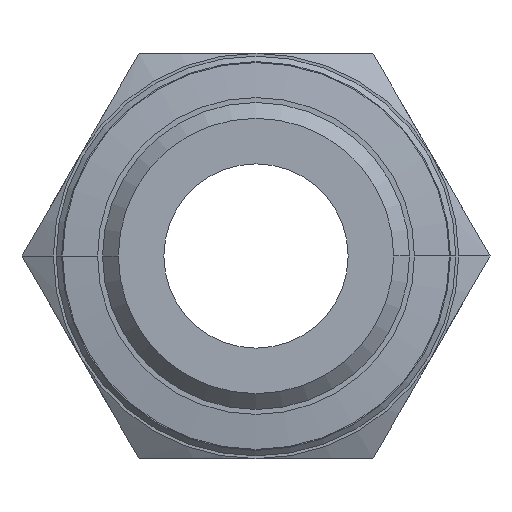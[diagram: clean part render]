
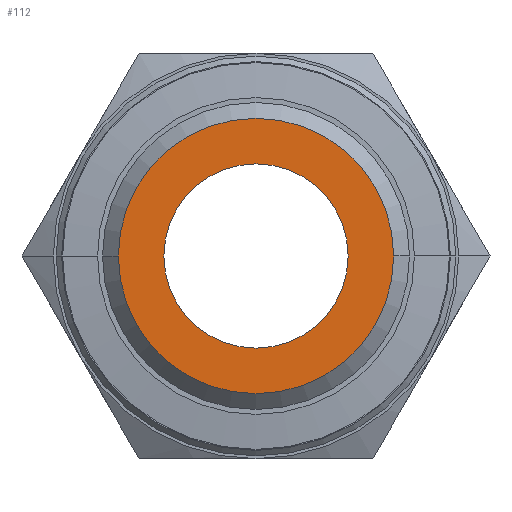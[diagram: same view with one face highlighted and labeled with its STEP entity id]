
A CAD part, front view. The second image highlights one B-rep face of the part: STEP entity #112.
In plain terms, the highlighted planar face has unit normal (0, -1, 0).
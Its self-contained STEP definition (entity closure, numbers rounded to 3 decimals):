
#112=ADVANCED_FACE('',(#262,#263),#264,.T.);
#262=FACE_BOUND('',#426,.T.);
#263=FACE_OUTER_BOUND('',#427,.T.);
#264=PLANE('',#428);
#426=EDGE_LOOP('',(#934,#935));
#427=EDGE_LOOP('',(#936,#937));
#428=AXIS2_PLACEMENT_3D('',#938,#939,#940);
#934=ORIENTED_EDGE('',*,*,#1095,.T.);
#935=ORIENTED_EDGE('',*,*,#1094,.T.);
#936=ORIENTED_EDGE('',*,*,#1057,.F.);
#937=ORIENTED_EDGE('',*,*,#1178,.F.);
#938=CARTESIAN_POINT('',(-3.738,0.0,0.0));
#939=DIRECTION('',(0.0,-1.0,-0.0));
#940=DIRECTION('',(1.0,0.0,0.0));
#1057=EDGE_CURVE('',#1250,#1252,#1253,.T.);
#1094=EDGE_CURVE('',#1320,#1324,#1326,.T.);
#1095=EDGE_CURVE('',#1324,#1320,#1327,.T.);
#1178=EDGE_CURVE('',#1252,#1250,#1442,.T.);
#1250=VERTEX_POINT('',#1528);
#1252=VERTEX_POINT('',#1531);
#1253=CIRCLE('',#1532,7.475);
#1320=VERTEX_POINT('',#1700);
#1324=VERTEX_POINT('',#1705);
#1326=CIRCLE('',#1708,5.0);
#1327=CIRCLE('',#1709,5.0);
#1442=CIRCLE('',#2276,7.475);
#1528=CARTESIAN_POINT('',(-7.475,0.0,0.0));
#1531=CARTESIAN_POINT('',(7.475,0.0,0.));
#1532=AXIS2_PLACEMENT_3D('',#2364,#2365,#2366);
#1700=CARTESIAN_POINT('',(5.0,0.0,0.));
#1705=CARTESIAN_POINT('',(-5.0,0.0,0.));
#1708=AXIS2_PLACEMENT_3D('',#2421,#2422,#2423);
#1709=AXIS2_PLACEMENT_3D('',#2424,#2425,#2426);
#2276=AXIS2_PLACEMENT_3D('',#2529,#2530,#2531);
#2364=CARTESIAN_POINT('',(0.0,0.0,0.0));
#2365=DIRECTION('',(0.0,1.0,0.0));
#2366=DIRECTION('',(-1.0,0.0,0.0));
#2421=CARTESIAN_POINT('',(0.0,0.0,0.0));
#2422=DIRECTION('',(-0.0,1.0,0.0));
#2423=DIRECTION('',(1.0,0.0,0.0));
#2424=CARTESIAN_POINT('',(0.0,0.0,0.0));
#2425=DIRECTION('',(-0.0,1.0,0.0));
#2426=DIRECTION('',(1.0,0.0,0.0));
#2529=CARTESIAN_POINT('',(0.0,0.0,0.0));
#2530=DIRECTION('',(0.0,1.0,0.0));
#2531=DIRECTION('',(-1.0,0.0,0.0));
